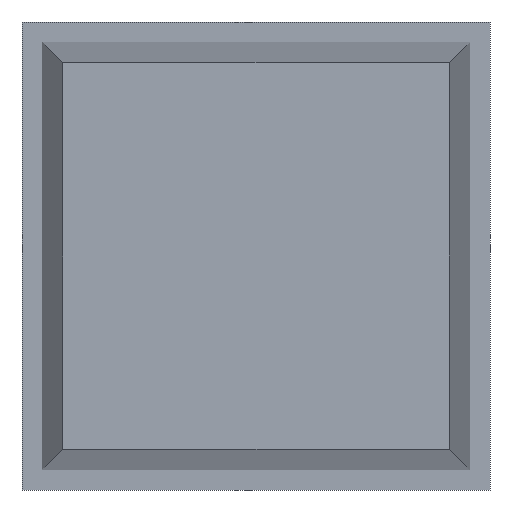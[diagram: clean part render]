
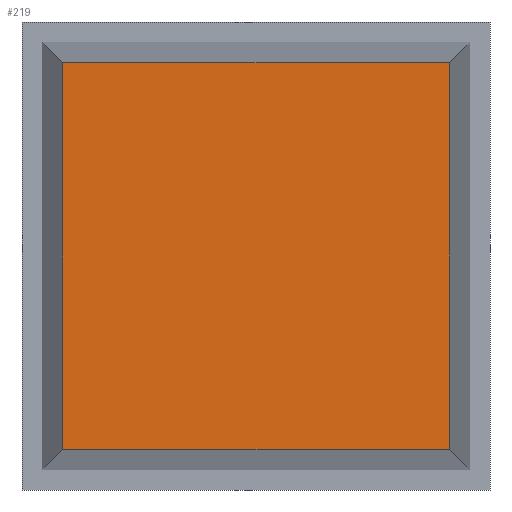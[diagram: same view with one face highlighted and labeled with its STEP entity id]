
A CAD part, front view. The second image highlights one B-rep face of the part: STEP entity #219.
In plain terms, the highlighted planar face has unit normal (0, -1, 0).
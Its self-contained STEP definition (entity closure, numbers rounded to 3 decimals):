
#2 = ORIENTED_EDGE ( 'NONE', *, *, #277, .F. ) ;
#8 = VECTOR ( 'NONE', #255, 1000. ) ;
#11 = LINE ( 'NONE', #130, #39 ) ;
#14 = LINE ( 'NONE', #280, #103 ) ;
#34 = DIRECTION ( 'NONE',  ( 0., 0., 1. ) ) ;
#38 = LINE ( 'NONE', #194, #8 ) ;
#39 = VECTOR ( 'NONE', #34, 1000. ) ;
#64 = CARTESIAN_POINT ( 'NONE',  ( 10.5, -14.5, -9.494 ) ) ;
#81 = ORIENTED_EDGE ( 'NONE', *, *, #148, .F. ) ;
#82 = VECTOR ( 'NONE', #191, 1000. ) ;
#91 = CARTESIAN_POINT ( 'NONE',  ( -9.494, -14.5, 9.494 ) ) ;
#94 = CARTESIAN_POINT ( 'NONE',  ( 9.494, -14.5, 9.494 ) ) ;
#103 = VECTOR ( 'NONE', #132, 1000. ) ;
#106 = FACE_OUTER_BOUND ( 'NONE', #318, .T. ) ;
#107 = ORIENTED_EDGE ( 'NONE', *, *, #166, .F. ) ;
#108 = DIRECTION ( 'NONE',  ( 0., 1., 0. ) ) ;
#115 = VERTEX_POINT ( 'NONE', #94 ) ;
#130 = CARTESIAN_POINT ( 'NONE',  ( -9.494, -14.5, -10.5 ) ) ;
#132 = DIRECTION ( 'NONE',  ( 1., 0., 0. ) ) ;
#133 = DIRECTION ( 'NONE',  ( 1., 0., 0. ) ) ;
#145 = VERTEX_POINT ( 'NONE', #91 ) ;
#148 = EDGE_CURVE ( 'NONE', #326, #145, #11, .T. ) ;
#166 = EDGE_CURVE ( 'NONE', #309, #326, #331, .T. ) ;
#167 = PLANE ( 'NONE',  #357 ) ;
#191 = DIRECTION ( 'NONE',  ( -1., 0., 0. ) ) ;
#194 = CARTESIAN_POINT ( 'NONE',  ( 9.494, -14.5, 10.5 ) ) ;
#219 = ADVANCED_FACE ( 'NONE', ( #106 ), #167, .F. ) ;
#228 = CARTESIAN_POINT ( 'NONE',  ( 0., -14.5, 0. ) ) ;
#255 = DIRECTION ( 'NONE',  ( 0., 0., -1. ) ) ;
#266 = ORIENTED_EDGE ( 'NONE', *, *, #293, .F. ) ;
#277 = EDGE_CURVE ( 'NONE', #115, #309, #38, .T. ) ;
#280 = CARTESIAN_POINT ( 'NONE',  ( -10.5, -14.5, 9.494 ) ) ;
#293 = EDGE_CURVE ( 'NONE', #145, #115, #14, .T. ) ;
#309 = VERTEX_POINT ( 'NONE', #365 ) ;
#311 = CARTESIAN_POINT ( 'NONE',  ( -9.494, -14.5, -9.494 ) ) ;
#318 = EDGE_LOOP ( 'NONE', ( #2, #266, #81, #107 ) ) ;
#326 = VERTEX_POINT ( 'NONE', #311 ) ;
#331 = LINE ( 'NONE', #64, #82 ) ;
#357 = AXIS2_PLACEMENT_3D ( 'NONE', #228, #108, #133 ) ;
#365 = CARTESIAN_POINT ( 'NONE',  ( 9.494, -14.5, -9.494 ) ) ;
